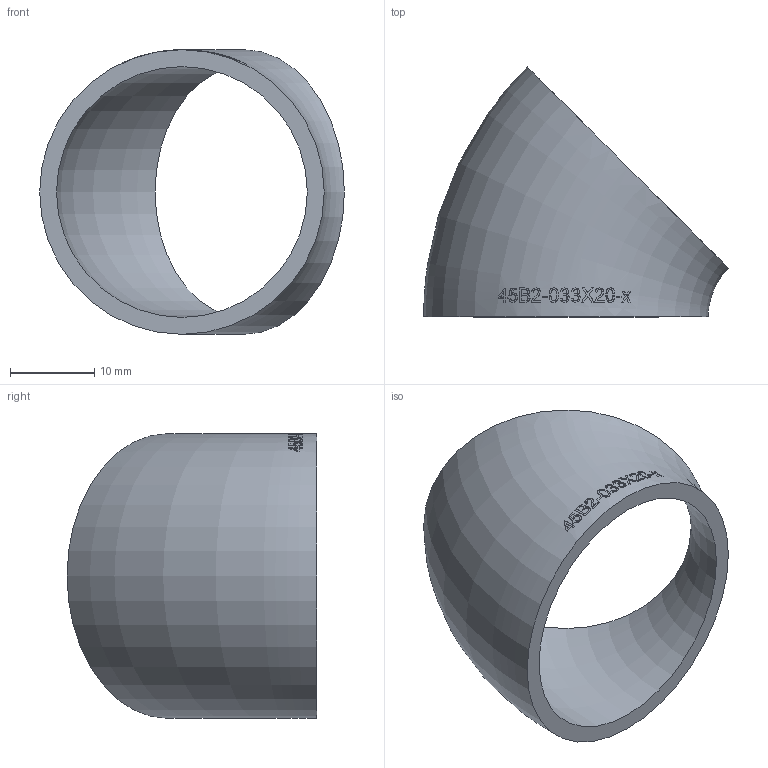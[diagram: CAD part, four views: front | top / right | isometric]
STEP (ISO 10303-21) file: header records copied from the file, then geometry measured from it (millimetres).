
FILE_DESCRIPTION (( 'STEP AP214' ), '1' );
FILE_NAME ('45B2-033X20-x Bogen 2005.STEP', '2020-05-05T09:06:33', ( '' ), ( '' ), 'SwSTEP 2.0', 'SolidWorks 2019', '' );
FILE_SCHEMA (( 'AUTOMOTIVE_DESIGN' ));
Length unit declared in the file: millimetre
Products named in the file (1): 45B2-033X20-x Bogen 2005
Bounding box: 36.09 x 29.59 x 33.7 mm (x, y, z)
Volume: 3910.5 mm3; surface area: 4312.4 mm2
Topology: 1 solids, 1 shells, 192 faces, 520 edges, 347 vertices
Faces by surface type: bspline 168, torus 22, plane 2
Entity records: 17471 total; most frequent: CARTESIAN_POINT 12185, ORIENTED_EDGE 1016, EDGE_CURVE 508, B_SPLINE_CURVE_WITH_KNOTS 504, VERTEX_POINT 340, EDGE_LOOP 212, FACE_OUTER_BOUND 192, ADVANCED_FACE 190
